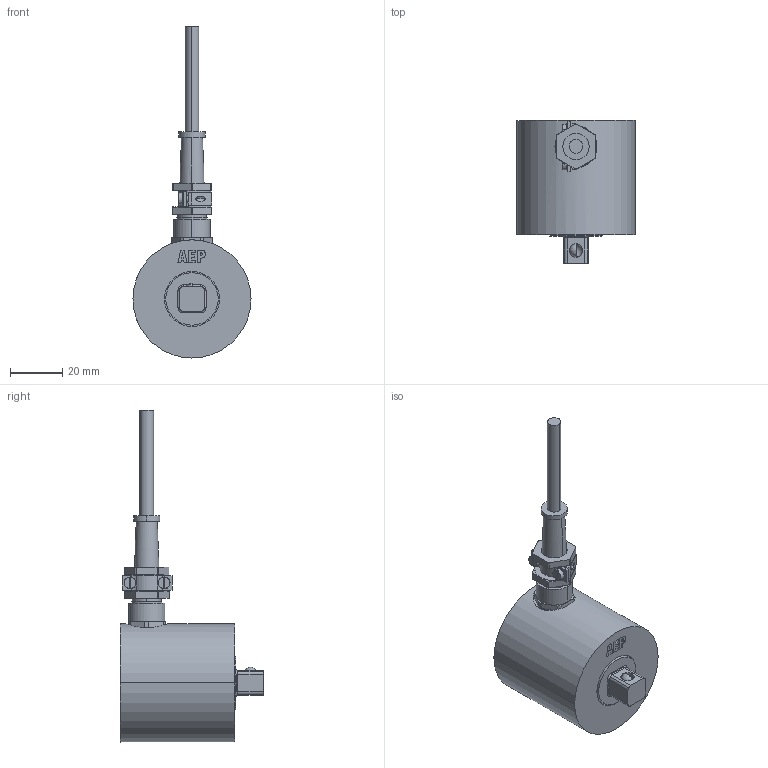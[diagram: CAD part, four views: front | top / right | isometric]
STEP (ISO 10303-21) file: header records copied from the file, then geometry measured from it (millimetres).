
FILE_DESCRIPTION(('STEP AP214'),'1');
FILE_NAME('TRS_3_8.stp','2015-05-20T07:24:03',(' '),(' '),'Spatial InterOp 3D',' ',' ');
FILE_SCHEMA(('automotive_design'));
Length unit declared in the file: metre
Products named in the file (1): Fairlead Geometry
Bounding box: 45.01 x 54.5 x 126.5 mm (x, y, z)
Volume: 74587.7 mm3; surface area: 14019.4 mm2
Topology: 1 solids, 1 shells, 242 faces, 650 edges, 430 vertices
Faces by surface type: plane 116, cylinder 81, torus 30, cone 10, extrusion 3, sphere 2
Entity records: 10163 total; most frequent: CARTESIAN_POINT 1939, DIRECTION 1352, ORIENTED_EDGE 1292, EDGE_CURVE 646, AXIS2_PLACEMENT_3D 502, VERTEX_POINT 430, VECTOR 348, LINE 345
